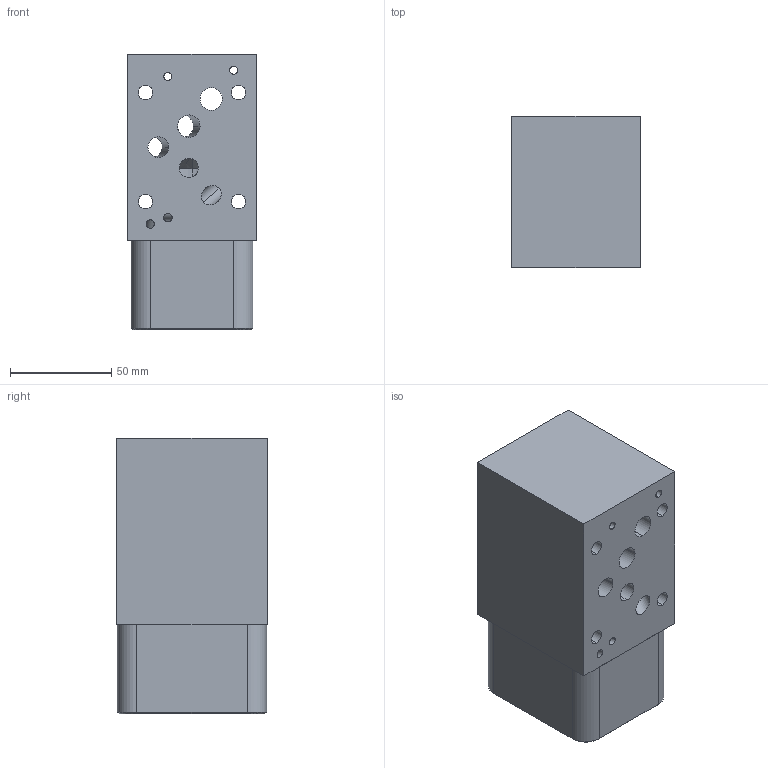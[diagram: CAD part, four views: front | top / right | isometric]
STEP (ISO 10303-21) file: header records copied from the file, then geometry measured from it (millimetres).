
FILE_DESCRIPTION((''),'2;1');
FILE_NAME('U8T_ASM','2019-08-12T',('ProEService'),(''),'PRO/ENGINEER BY PARAMETRIC TECHNOLOGY CORPORATION, 2014200','PRO/ENGINEER BY PARAMETRIC TECHNOLOGY CORPORATION, 2014200','');
FILE_SCHEMA(('CONFIG_CONTROL_DESIGN'));
Length unit declared in the file: inch
Products named in the file (3): 174-054; A330-006-002; U8T_ASM
Assembly tree (2 placements, depth 2):
  U8T_ASM
    174-054
    A330-006-002
Bounding box: 63.5 x 74.63 x 136.53 mm (x, y, z)
Volume: 505355.9 mm3; surface area: 77521.1 mm2
Topology: 2 solids, 2 shells, 178 faces, 720 edges, 680 vertices
Faces by surface type: cylinder 84, cone 50, plane 33, torus 6, sphere 5
Entity records: 9320 total; most frequent: CARTESIAN_POINT 3612, DIRECTION 1148, ORIENTED_EDGE 918, EDGE_CURVE 459, VECTOR 430, LINE 430, AXIS2_PLACEMENT_3D 359, VERTEX_POINT 289
